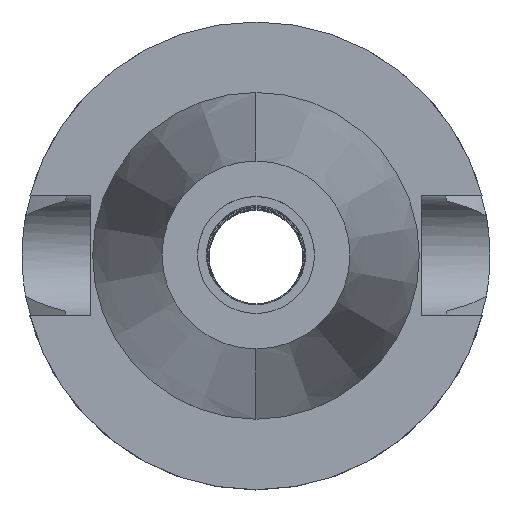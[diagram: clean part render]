
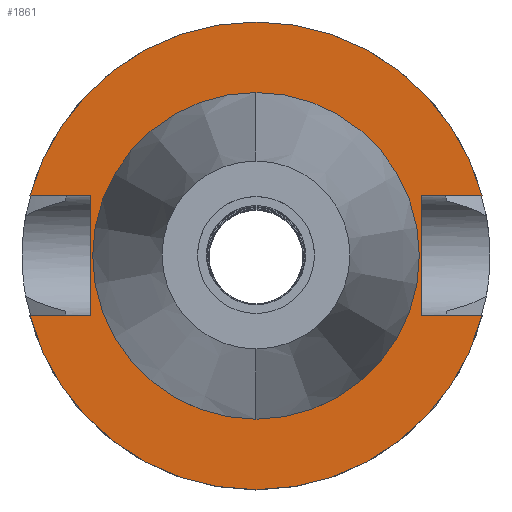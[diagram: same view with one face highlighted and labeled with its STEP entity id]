
A CAD part, top view. The second image highlights one B-rep face of the part: STEP entity #1861.
In plain terms, the highlighted planar face has unit normal (0, 0, 1).
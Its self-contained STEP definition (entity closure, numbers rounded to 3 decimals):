
#689=DIRECTION('',(1.,0.,0.));
#690=VECTOR('',#689,12.921);
#691=CARTESIAN_POINT('',(35.4,12.85,-3.));
#692=LINE('',#691,#690);
#736=DIRECTION('',(0.,1.,0.));
#737=VECTOR('',#736,25.7);
#738=CARTESIAN_POINT('',(-35.4,-12.85,-3.));
#739=LINE('',#738,#737);
#743=DIRECTION('',(-1.,0.,0.));
#744=VECTOR('',#743,12.921);
#745=CARTESIAN_POINT('',(-35.4,12.85,-3.));
#746=LINE('',#745,#744);
#750=CARTESIAN_POINT('',(0.,0.,-3.));
#751=DIRECTION('',(0.,0.,-1.));
#752=DIRECTION('',(-0.966,0.257,0.));
#753=AXIS2_PLACEMENT_3D('',#750,#751,#752);
#758=CARTESIAN_POINT('',(0.,0.,-3.));
#759=DIRECTION('',(0.,0.,-1.));
#760=DIRECTION('',(0.,1.,0.));
#761=AXIS2_PLACEMENT_3D('',#758,#759,#760);
#766=DIRECTION('',(0.,-1.,0.));
#767=VECTOR('',#766,25.7);
#768=CARTESIAN_POINT('',(35.4,12.85,-3.));
#769=LINE('',#768,#767);
#773=DIRECTION('',(1.,0.,0.));
#774=VECTOR('',#773,12.921);
#775=CARTESIAN_POINT('',(35.4,-12.85,-3.));
#776=LINE('',#775,#774);
#780=CARTESIAN_POINT('',(0.,0.,-3.));
#781=DIRECTION('',(0.,0.,-1.));
#782=DIRECTION('',(0.966,-0.257,0.));
#783=AXIS2_PLACEMENT_3D('',#780,#781,#782);
#788=CARTESIAN_POINT('',(0.,0.,-3.));
#789=DIRECTION('',(0.,0.,-1.));
#790=DIRECTION('',(0.,-1.,0.));
#791=AXIS2_PLACEMENT_3D('',#788,#789,#790);
#796=CARTESIAN_POINT('',(0.,0.,-3.));
#797=DIRECTION('',(0.,0.,1.));
#798=DIRECTION('',(0.,-1.,0.));
#799=AXIS2_PLACEMENT_3D('',#796,#797,#798);
#804=CARTESIAN_POINT('',(0.,0.,-3.));
#805=DIRECTION('',(0.,0.,1.));
#806=DIRECTION('',(0.,1.,0.));
#807=AXIS2_PLACEMENT_3D('',#804,#805,#806);
#842=DIRECTION('',(-1.,0.,0.));
#843=VECTOR('',#842,12.921);
#844=CARTESIAN_POINT('',(-35.4,-12.85,-3.));
#845=LINE('',#844,#843);
#1204=CARTESIAN_POINT('',(-35.4,-12.85,-3.));
#1205=VERTEX_POINT('',#1204);
#1206=CARTESIAN_POINT('',(-48.321,-12.85,-3.));
#1207=VERTEX_POINT('',#1206);
#1210=CARTESIAN_POINT('',(-35.4,12.85,-3.));
#1211=VERTEX_POINT('',#1210);
#1212=CARTESIAN_POINT('',(-48.321,12.85,-3.));
#1213=VERTEX_POINT('',#1212);
#1214=CARTESIAN_POINT('',(0.,50.,-3.));
#1215=CARTESIAN_POINT('',(48.321,12.85,-3.));
#1216=VERTEX_POINT('',#1214);
#1217=VERTEX_POINT('',#1215);
#1218=CARTESIAN_POINT('',(35.4,12.85,-3.));
#1219=VERTEX_POINT('',#1218);
#1220=CARTESIAN_POINT('',(35.4,-12.85,-3.));
#1221=VERTEX_POINT('',#1220);
#1222=CARTESIAN_POINT('',(48.321,-12.85,-3.));
#1223=VERTEX_POINT('',#1222);
#1224=CARTESIAN_POINT('',(0.,-50.,-3.));
#1225=VERTEX_POINT('',#1224);
#1226=CARTESIAN_POINT('',(0.,-34.925,-3.));
#1227=CARTESIAN_POINT('',(0.,34.925,-3.));
#1228=VERTEX_POINT('',#1226);
#1229=VERTEX_POINT('',#1227);
#1830=CARTESIAN_POINT('',(0.,0.,-3.));
#1831=DIRECTION('',(0.,0.,-1.));
#1832=DIRECTION('',(0.,-1.,0.));
#1833=AXIS2_PLACEMENT_3D('',#1830,#1831,#1832);
#1834=PLANE('',#1833);
#1836=ORIENTED_EDGE('',*,*,#1835,.T.);
#1838=ORIENTED_EDGE('',*,*,#1837,.T.);
#1840=ORIENTED_EDGE('',*,*,#1839,.T.);
#1842=ORIENTED_EDGE('',*,*,#1841,.T.);
#1843=ORIENTED_EDGE('',*,*,#1806,.F.);
#1844=ORIENTED_EDGE('',*,*,#1820,.T.);
#1846=ORIENTED_EDGE('',*,*,#1845,.T.);
#1848=ORIENTED_EDGE('',*,*,#1847,.T.);
#1850=ORIENTED_EDGE('',*,*,#1849,.T.);
#1852=ORIENTED_EDGE('',*,*,#1851,.F.);
#1853=EDGE_LOOP('',(#1836,#1838,#1840,#1842,#1843,#1844,#1846,#1848,#1850,
#1852));
#1854=FACE_OUTER_BOUND('',#1853,.F.);
#1856=ORIENTED_EDGE('',*,*,#1855,.T.);
#1858=ORIENTED_EDGE('',*,*,#1857,.T.);
#1859=EDGE_LOOP('',(#1856,#1858));
#1860=FACE_BOUND('',#1859,.F.);
#754=CIRCLE('',#753,50.);
#762=CIRCLE('',#761,50.);
#784=CIRCLE('',#783,50.);
#792=CIRCLE('',#791,50.);
#800=CIRCLE('',#799,34.925);
#808=CIRCLE('',#807,34.925);
#1806=EDGE_CURVE('',#1219,#1217,#692,.T.);
#1820=EDGE_CURVE('',#1219,#1221,#769,.T.);
#1835=EDGE_CURVE('',#1205,#1211,#739,.T.);
#1837=EDGE_CURVE('',#1211,#1213,#746,.T.);
#1839=EDGE_CURVE('',#1213,#1216,#754,.T.);
#1841=EDGE_CURVE('',#1216,#1217,#762,.T.);
#1845=EDGE_CURVE('',#1221,#1223,#776,.T.);
#1847=EDGE_CURVE('',#1223,#1225,#784,.T.);
#1849=EDGE_CURVE('',#1225,#1207,#792,.T.);
#1851=EDGE_CURVE('',#1205,#1207,#845,.T.);
#1855=EDGE_CURVE('',#1228,#1229,#800,.T.);
#1857=EDGE_CURVE('',#1229,#1228,#808,.T.);
#1861=ADVANCED_FACE('',(#1854,#1860),#1834,.F.);
